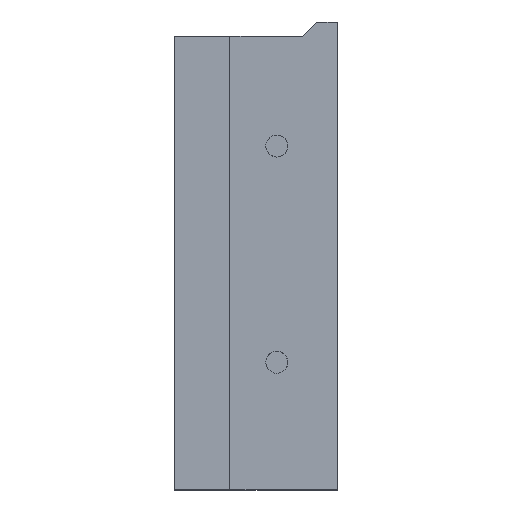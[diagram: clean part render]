
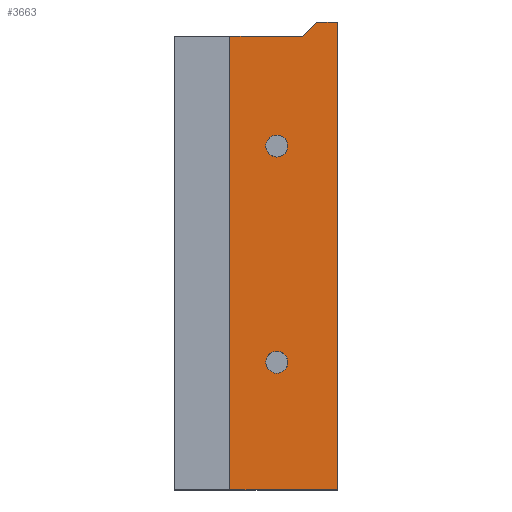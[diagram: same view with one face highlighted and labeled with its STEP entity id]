
A CAD part, front view. The second image highlights one B-rep face of the part: STEP entity #3663.
In plain terms, the highlighted free-form (B-spline) face has degree [1, 1] with [2, 3] control points.
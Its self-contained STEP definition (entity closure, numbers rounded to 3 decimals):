
#2751=CARTESIAN_POINT('',(267.552,42.732,570.05));
#2752=VERTEX_POINT('',#2751);
#2753=CARTESIAN_POINT('',(267.552,42.732,470.05));
#2754=VERTEX_POINT('',#2753);
#2755=CARTESIAN_POINT('',(267.552,42.732,570.05));
#2756=CARTESIAN_POINT('',(267.552,42.732,536.716));
#2757=CARTESIAN_POINT('',(267.552,42.732,503.383));
#2758=CARTESIAN_POINT('',(267.552,42.732,470.05));
#2759=B_SPLINE_CURVE_WITH_KNOTS('',3,(#2755,#2756,#2757,#2758),.UNSPECIFIED.,.F.,.F.,(4,4),(0.126,0.226),.UNSPECIFIED.);
#2760=EDGE_CURVE('',#2752,#2754,#2759,.T.);
#2939=CARTESIAN_POINT('',(260.073,42.732,567.05));
#2940=VERTEX_POINT('',#2939);
#2956=CARTESIAN_POINT('',(244.573,42.732,567.05));
#2957=VERTEX_POINT('',#2956);
#2964=CARTESIAN_POINT('',(244.573,42.732,567.05));
#2965=CARTESIAN_POINT('',(249.74,42.732,567.05));
#2966=CARTESIAN_POINT('',(254.906,42.732,567.05));
#2967=CARTESIAN_POINT('',(260.073,42.732,567.05));
#2968=B_SPLINE_CURVE_WITH_KNOTS('',3,(#2964,#2965,#2966,#2967),.UNSPECIFIED.,.F.,.F.,(4,4),(0.087,0.103),.UNSPECIFIED.);
#2969=EDGE_CURVE('',#2957,#2940,#2968,.T.);
#3020=CARTESIAN_POINT('',(244.573,42.732,470.05));
#3021=VERTEX_POINT('',#3020);
#3022=CARTESIAN_POINT('',(244.573,42.732,470.05));
#3023=CARTESIAN_POINT('',(252.233,42.732,470.05));
#3024=CARTESIAN_POINT('',(259.893,42.732,470.05));
#3025=CARTESIAN_POINT('',(267.552,42.732,470.05));
#3026=B_SPLINE_CURVE_WITH_KNOTS('',3,(#3022,#3023,#3024,#3025),.UNSPECIFIED.,.F.,.F.,(4,4),(0.005,0.028),.UNSPECIFIED.);
#3027=EDGE_CURVE('',#3021,#2754,#3026,.T.);
#3250=CARTESIAN_POINT('',(244.573,42.732,567.05));
#3251=CARTESIAN_POINT('',(244.573,42.732,534.716));
#3252=CARTESIAN_POINT('',(244.573,42.732,502.383));
#3253=CARTESIAN_POINT('',(244.573,42.732,470.05));
#3254=B_SPLINE_CURVE_WITH_KNOTS('',3,(#3250,#3251,#3252,#3253),.UNSPECIFIED.,.F.,.F.,(4,4),(0.4,0.497),.UNSPECIFIED.);
#3255=EDGE_CURVE('',#2957,#3021,#3254,.T.);
#3567=CARTESIAN_POINT('',(263.073,42.732,570.05));
#3568=VERTEX_POINT('',#3567);
#3575=CARTESIAN_POINT('',(263.073,42.732,570.05));
#3576=CARTESIAN_POINT('',(264.566,42.732,570.05));
#3577=CARTESIAN_POINT('',(266.059,42.732,570.05));
#3578=CARTESIAN_POINT('',(267.552,42.732,570.05));
#3579=B_SPLINE_CURVE_WITH_KNOTS('',3,(#3575,#3576,#3577,#3578),.UNSPECIFIED.,.F.,.F.,(4,4),(0.03,0.034),.UNSPECIFIED.);
#3580=EDGE_CURVE('',#3568,#2752,#3579,.T.);
#3598=CARTESIAN_POINT('',(260.073,42.732,567.05));
#3599=CARTESIAN_POINT('',(261.073,42.732,568.05));
#3600=CARTESIAN_POINT('',(262.073,42.732,569.05));
#3601=CARTESIAN_POINT('',(263.073,42.732,570.05));
#3602=B_SPLINE_CURVE_WITH_KNOTS('',3,(#3598,#3599,#3600,#3601),.UNSPECIFIED.,.F.,.F.,(4,4),(0.,0.004),.UNSPECIFIED.);
#3603=EDGE_CURVE('',#2940,#3568,#3602,.T.);
#3608=CARTESIAN_POINT('',(267.853,42.732,570.05));
#3609=CARTESIAN_POINT('',(267.573,42.732,570.05));
#3610=CARTESIAN_POINT('',(239.57,42.732,570.05));
#3611=CARTESIAN_POINT('',(267.853,42.732,470.05));
#3612=CARTESIAN_POINT('',(267.573,42.732,470.05));
#3613=CARTESIAN_POINT('',(239.57,42.732,470.05));
#3614=B_SPLINE_SURFACE_WITH_KNOTS('',1,1,((#3608,#3609,#3610),(#3611,#3612,#3613)),.UNSPECIFIED.,.F.,.F.,.U.,(2,2),(2,1,2),(0.,1.),(-0.01,0.,1.),.UNSPECIFIED.);
#3615=CARTESIAN_POINT('',(252.527,42.732,544.706));
#3616=VERTEX_POINT('',#3615);
#3617=CARTESIAN_POINT('',(254.573,42.732,541.2));
#3618=VERTEX_POINT('',#3617);
#3619=CARTESIAN_POINT('',(254.573,42.732,543.55));
#3620=DIRECTION('',(0.,1.,0.));
#3621=DIRECTION('',(-0.871,-0.,0.492));
#3622=AXIS2_PLACEMENT_3D('',#3619,#3620,#3621);
#3623=CIRCLE('',#3622,2.35);
#3624=EDGE_CURVE('',#3616,#3618,#3623,.T.);
#3625=ORIENTED_EDGE('',*,*,#3624,.T.);
#3626=CARTESIAN_POINT('',(254.573,42.732,543.55));
#3627=DIRECTION('',(0.,1.,0.));
#3628=DIRECTION('',(-0.871,-0.,0.492));
#3629=AXIS2_PLACEMENT_3D('',#3626,#3627,#3628);
#3630=CIRCLE('',#3629,2.35);
#3631=EDGE_CURVE('',#3618,#3616,#3630,.T.);
#3632=ORIENTED_EDGE('',*,*,#3631,.T.);
#3633=EDGE_LOOP('',(#3625,#3632));
#3634=FACE_BOUND('',#3633,.T.);
#3635=CARTESIAN_POINT('',(252.397,42.732,498.237));
#3636=VERTEX_POINT('',#3635);
#3637=CARTESIAN_POINT('',(254.573,42.732,495.));
#3638=VERTEX_POINT('',#3637);
#3639=CARTESIAN_POINT('',(254.573,42.732,497.35));
#3640=DIRECTION('',(0.,1.,0.));
#3641=DIRECTION('',(-0.926,-0.,0.378));
#3642=AXIS2_PLACEMENT_3D('',#3639,#3640,#3641);
#3643=CIRCLE('',#3642,2.35);
#3644=EDGE_CURVE('',#3636,#3638,#3643,.T.);
#3645=ORIENTED_EDGE('',*,*,#3644,.T.);
#3646=CARTESIAN_POINT('',(254.573,42.732,497.35));
#3647=DIRECTION('',(0.,1.,0.));
#3648=DIRECTION('',(-0.926,-0.,0.378));
#3649=AXIS2_PLACEMENT_3D('',#3646,#3647,#3648);
#3650=CIRCLE('',#3649,2.35);
#3651=EDGE_CURVE('',#3638,#3636,#3650,.T.);
#3652=ORIENTED_EDGE('',*,*,#3651,.T.);
#3653=EDGE_LOOP('',(#3645,#3652));
#3654=FACE_BOUND('',#3653,.T.);
#3655=ORIENTED_EDGE('',*,*,#2969,.F.);
#3656=ORIENTED_EDGE('',*,*,#3255,.T.);
#3657=ORIENTED_EDGE('',*,*,#3027,.T.);
#3658=ORIENTED_EDGE('',*,*,#2760,.F.);
#3659=ORIENTED_EDGE('',*,*,#3580,.F.);
#3660=ORIENTED_EDGE('',*,*,#3603,.F.);
#3661=EDGE_LOOP('',(#3655,#3656,#3657,#3658,#3659,#3660));
#3662=FACE_BOUND('',#3661,.T.);
#3663=ADVANCED_FACE('',(#3634,#3654,#3662),#3614,.F.);
